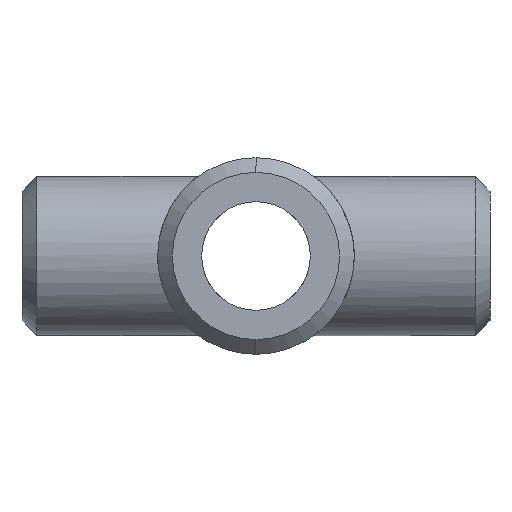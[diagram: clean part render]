
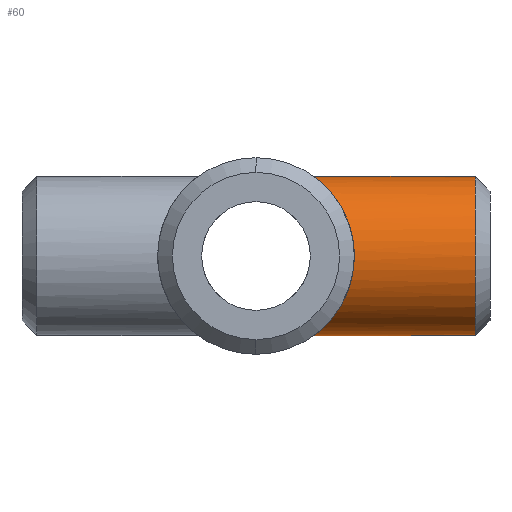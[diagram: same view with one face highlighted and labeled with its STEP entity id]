
A CAD part, left-side view. The second image highlights one B-rep face of the part: STEP entity #60.
In plain terms, the highlighted cylindrical face has radius 8.636 mm (diameter 17.272 mm), a partial arc.
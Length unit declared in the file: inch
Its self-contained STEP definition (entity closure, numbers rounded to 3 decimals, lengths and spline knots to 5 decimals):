
#11 = CARTESIAN_POINT ( 'NONE',  ( -0.14301, -0.28491, 0.30865 ) ) ;
#17 = CARTESIAN_POINT ( 'NONE',  ( -0.30313, -0.39071, -0.15566 ) ) ;
#28 = CARTESIAN_POINT ( 'NONE',  ( -0.29139, -0.38163, 0.17651 ) ) ;
#33 = CARTESIAN_POINT ( 'NONE',  ( -0.04736, -0.25082, -0.33689 ) ) ;
#47 = CARTESIAN_POINT ( 'NONE',  ( -0.02352, -0.24743, 0.33939 ) ) ;
#60 = ADVANCED_FACE ( 'NONE', ( #330 ), #258, .T. ) ;
#96 = CARTESIAN_POINT ( 'NONE',  ( -0.01196, -0.24658, -0.34 ) ) ;
#102 = CARTESIAN_POINT ( 'NONE',  ( -0.17203, -0.30033, -0.29404 ) ) ;
#108 = CARTESIAN_POINT ( 'NONE',  ( -0.20728, -0.32183, -0.27034 ) ) ;
#114 = CARTESIAN_POINT ( 'NONE',  ( -0.26721, -0.36357, -0.21051 ) ) ;
#159 = VERTEX_POINT ( 'NONE', #658 ) ;
#178 = CARTESIAN_POINT ( 'NONE',  ( -0.34061, -0.42049, 0.0011 ) ) ;
#185 = CARTESIAN_POINT ( 'NONE',  ( -0.2227, -0.33207, 0.2578 ) ) ;
#186 = AXIS2_PLACEMENT_3D ( 'NONE', #728, #632, #1059 ) ;
#218 = EDGE_CURVE ( 'NONE', #603, #159, #289, .T. ) ;
#237 = ORIENTED_EDGE ( 'NONE', *, *, #418, .T. ) ;
#249 = CARTESIAN_POINT ( 'NONE',  ( 0., -0.24658, -0.34 ) ) ;
#254 = CARTESIAN_POINT ( 'NONE',  ( -0.11342, -0.27123, -0.32072 ) ) ;
#258 = CYLINDRICAL_SURFACE ( 'NONE', #601, 0.34 ) ;
#259 = CARTESIAN_POINT ( 'NONE',  ( -0.20645, -0.3213, 0.27095 ) ) ;
#264 = CARTESIAN_POINT ( 'NONE',  ( -0.08113, -0.25936, -0.33038 ) ) ;
#275 = CARTESIAN_POINT ( 'NONE',  ( -0.3022, -0.38999, 0.15745 ) ) ;
#289 = LINE ( 'NONE', #869, #807 ) ;
#325 = CARTESIAN_POINT ( 'NONE',  ( -0.26685, -0.36324, 0.21178 ) ) ;
#330 = FACE_OUTER_BOUND ( 'NONE', #871, .T. ) ;
#334 = CARTESIAN_POINT ( 'NONE',  ( -0.33489, -0.41587, 0.05988 ) ) ;
#340 = CARTESIAN_POINT ( 'NONE',  ( -0.33678, -0.4174, 0.04815 ) ) ;
#344 = CARTESIAN_POINT ( 'NONE',  ( -0.25337, -0.35352, -0.22698 ) ) ;
#347 = DIRECTION ( 'NONE',  ( 0., 1., 0. ) ) ;
#359 = CARTESIAN_POINT ( 'NONE',  ( 0., -0.24658, 0.34 ) ) ;
#369 = ORIENTED_EDGE ( 'NONE', *, *, #883, .F. ) ;
#396 = CARTESIAN_POINT ( 'NONE',  ( -0.32047, -0.40431, 0.11583 ) ) ;
#403 = CARTESIAN_POINT ( 'NONE',  ( -0.15271, -0.28993, 0.30396 ) ) ;
#409 = CARTESIAN_POINT ( 'NONE',  ( 0., -1., -0.34 ) ) ;
#414 = CARTESIAN_POINT ( 'NONE',  ( -0.02398, -0.24747, -0.33936 ) ) ;
#418 = EDGE_CURVE ( 'NONE', #555, #603, #695, .T. ) ;
#420 = CARTESIAN_POINT ( 'NONE',  ( -0.32118, -0.40488, -0.11384 ) ) ;
#433 = CARTESIAN_POINT ( 'NONE',  ( -0.092, -0.2623, 0.32812 ) ) ;
#451 = ORIENTED_EDGE ( 'NONE', *, *, #218, .T. ) ;
#461 = VERTEX_POINT ( 'NONE', #249 ) ;
#488 = DIRECTION ( 'NONE',  ( 0., 1., 0. ) ) ;
#497 = CARTESIAN_POINT ( 'NONE',  ( -0.32757, -0.40999, 0.09402 ) ) ;
#502 = CARTESIAN_POINT ( 'NONE',  ( -0.09214, -0.26305, -0.32747 ) ) ;
#505 = CARTESIAN_POINT ( 'NONE',  ( -0.22355, -0.33265, -0.25704 ) ) ;
#555 = VERTEX_POINT ( 'NONE', #1023 ) ;
#566 = B_SPLINE_CURVE_WITH_KNOTS ( 'NONE', 3,
 ( #359, #773, #47, #690, #1028, #433, #841, #11, #403, #578, #915, #259, #185, #1014, #325, #28, #275, #396, #497, #334, #340, #829, #178, #835, #665, #582, #1003, #420, #17, #909, #991, #114, #344, #759, #505, #108, #102, #660, #651, #254, #502, #264, #920, #33, #414, #96, #573 ),
 .UNSPECIFIED., .F., .F.,
 ( 4, 2, 2, 2, 2, 2, 2, 2, 2, 2, 2, 1, 2, 2, 2, 2, 2, 2, 2, 2, 2, 2, 2, 4 ),
 ( 0.02871, 0.0296, 0.0305, 0.03229, 0.03319, 0.03408, 0.03588, 0.03767, 0.03946, 0.04126, 0.04215, 0.04305, 0.04394, 0.04484, 0.04663, 0.04843, 0.04932, 0.05022, 0.05201, 0.0538, 0.0547, 0.0556, 0.05649, 0.05739 ),
 .UNSPECIFIED. ) ;
#573 = CARTESIAN_POINT ( 'NONE',  ( 0., -0.24658, -0.34 ) ) ;
#576 = CARTESIAN_POINT ( 'NONE',  ( 0., -1., 0. ) ) ;
#578 = CARTESIAN_POINT ( 'NONE',  ( -0.17136, -0.30017, 0.29385 ) ) ;
#582 = CARTESIAN_POINT ( 'NONE',  ( -0.33528, -0.41619, -0.05765 ) ) ;
#601 = AXIS2_PLACEMENT_3D ( 'NONE', #576, #347, #912 ) ;
#603 = VERTEX_POINT ( 'NONE', #733 ) ;
#605 = DIRECTION ( 'NONE',  ( 0., 1., 0. ) ) ;
#632 = DIRECTION ( 'NONE',  ( 0., 1., 0. ) ) ;
#651 = CARTESIAN_POINT ( 'NONE',  ( -0.12367, -0.27571, -0.3169 ) ) ;
#655 = VECTOR ( 'NONE', #488, 39.37008 ) ;
#658 = CARTESIAN_POINT ( 'NONE',  ( 0., -0.24658, 0.34 ) ) ;
#660 = CARTESIAN_POINT ( 'NONE',  ( -0.15344, -0.28989, -0.30417 ) ) ;
#665 = CARTESIAN_POINT ( 'NONE',  ( -0.3371, -0.41765, -0.04587 ) ) ;
#685 = ORIENTED_EDGE ( 'NONE', *, *, #814, .T. ) ;
#690 = CARTESIAN_POINT ( 'NONE',  ( -0.04677, -0.25071, 0.33697 ) ) ;
#695 = CIRCLE ( 'NONE', #186, 0.34 ) ;
#728 = CARTESIAN_POINT ( 'NONE',  ( 0., -0.93733, 0. ) ) ;
#733 = CARTESIAN_POINT ( 'NONE',  ( 0., -0.93733, 0.34 ) ) ;
#759 = CARTESIAN_POINT ( 'NONE',  ( -0.24614, -0.34836, -0.23479 ) ) ;
#773 = CARTESIAN_POINT ( 'NONE',  ( -0.01181, -0.24658, 0.34 ) ) ;
#807 = VECTOR ( 'NONE', #605, 39.37008 ) ;
#814 = EDGE_CURVE ( 'NONE', #159, #461, #566, .T. ) ;
#829 = CARTESIAN_POINT ( 'NONE',  ( -0.33931, -0.41944, 0.02462 ) ) ;
#835 = CARTESIAN_POINT ( 'NONE',  ( -0.33947, -0.41957, -0.02239 ) ) ;
#841 = CARTESIAN_POINT ( 'NONE',  ( -0.11298, -0.27065, 0.32142 ) ) ;
#869 = CARTESIAN_POINT ( 'NONE',  ( 0., -1., 0.34 ) ) ;
#871 = EDGE_LOOP ( 'NONE', ( #237, #451, #685, #369 ) ) ;
#883 = EDGE_CURVE ( 'NONE', #555, #461, #1008, .T. ) ;
#909 = CARTESIAN_POINT ( 'NONE',  ( -0.29235, -0.38236, -0.17495 ) ) ;
#912 = DIRECTION ( 'NONE',  ( 0., 0., -1. ) ) ;
#915 = CARTESIAN_POINT ( 'NONE',  ( -0.18035, -0.30542, 0.28841 ) ) ;
#920 = CARTESIAN_POINT ( 'NONE',  ( -0.05877, -0.25326, -0.33508 ) ) ;
#991 = CARTESIAN_POINT ( 'NONE',  ( -0.27382, -0.36845, -0.20185 ) ) ;
#1003 = CARTESIAN_POINT ( 'NONE',  ( -0.32816, -0.41046, -0.09197 ) ) ;
#1008 = LINE ( 'NONE', #409, #655 ) ;
#1014 = CARTESIAN_POINT ( 'NONE',  ( -0.25309, -0.35318, 0.22803 ) ) ;
#1023 = CARTESIAN_POINT ( 'NONE',  ( 0., -0.93733, -0.34 ) ) ;
#1028 = CARTESIAN_POINT ( 'NONE',  ( -0.0584, -0.25317, 0.33514 ) ) ;
#1059 = DIRECTION ( 'NONE',  ( 0., 0., -1. ) ) ;
